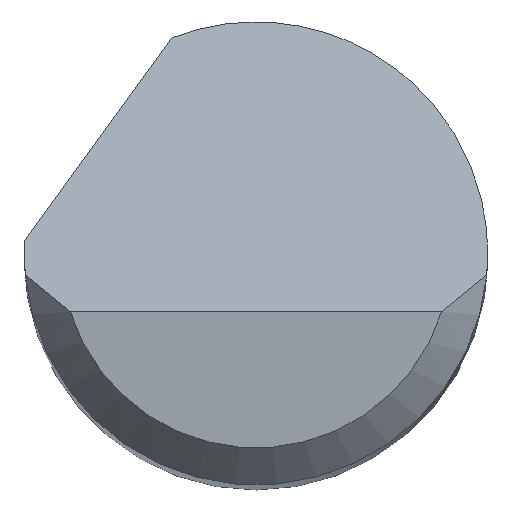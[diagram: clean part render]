
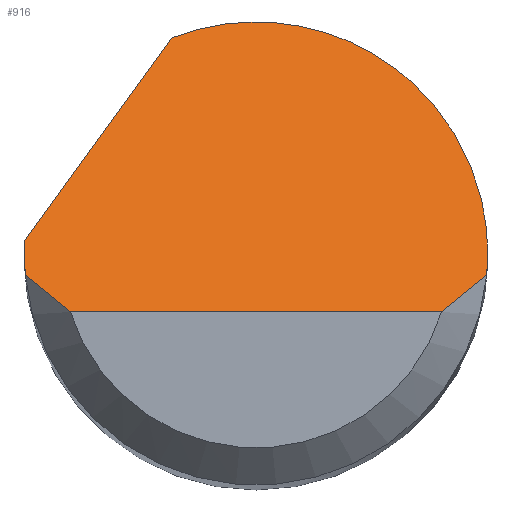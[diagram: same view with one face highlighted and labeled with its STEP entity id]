
A CAD part, top view. The second image highlights one B-rep face of the part: STEP entity #916.
In plain terms, the highlighted planar face has unit normal (0, 0.707, 0.707).
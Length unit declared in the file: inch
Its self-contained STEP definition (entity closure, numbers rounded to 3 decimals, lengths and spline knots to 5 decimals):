
#30 = EDGE_CURVE ( 'NONE', #926, #821, #707, .T. ) ;
#41 = VERTEX_POINT ( 'NONE', #704 ) ;
#43 = CARTESIAN_POINT ( 'NONE',  ( 0.09375, 0., 1.47625 ) ) ;
#54 = CARTESIAN_POINT ( 'NONE',  ( 0.09375, -0.00292, 1.47917 ) ) ;
#58 = CARTESIAN_POINT ( 'NONE',  ( -0.09362, 0.005, 1.47125 ) ) ;
#60 = ORIENTED_EDGE ( 'NONE', *, *, #268, .F. ) ;
#61 = CARTESIAN_POINT ( 'NONE',  ( 0.09361, -0.00584, 1.48209 ) ) ;
#65 = CARTESIAN_POINT ( 'NONE',  ( 0.09334, -0.00875, 1.485 ) ) ;
#87 = CARTESIAN_POINT ( 'NONE',  ( -0.09371, 0.00333, 1.47292 ) ) ;
#94 = AXIS2_PLACEMENT_3D ( 'NONE', #730, #1021, #274 ) ;
#132 = CARTESIAN_POINT ( 'NONE',  ( 0.03379, 0.11369, 1.36256 ) ) ;
#138 = ORIENTED_EDGE ( 'NONE', *, *, #785, .T. ) ;
#144 = CARTESIAN_POINT ( 'NONE',  ( 0.08761, -0.01397, 1.49022 ) ) ;
#150 = CARTESIAN_POINT ( 'NONE',  ( -0.09375, -0.00292, 1.47917 ) ) ;
#184 = VERTEX_POINT ( 'NONE', #320 ) ;
#214 = CARTESIAN_POINT ( 'NONE',  ( 0., -0.02375, 1.5 ) ) ;
#220 = ORIENTED_EDGE ( 'NONE', *, *, #283, .F. ) ;
#226 = CARTESIAN_POINT ( 'NONE',  ( 0.07508, -0.02375, 1.5 ) ) ;
#230 = CARTESIAN_POINT ( 'NONE',  ( -0.03394, 0.08739, 1.38886 ) ) ;
#268 = EDGE_CURVE ( 'NONE', #490, #401, #529, .T. ) ;
#274 = DIRECTION ( 'NONE',  ( 0., 0.707, -0.707 ) ) ;
#283 = EDGE_CURVE ( 'NONE', #184, #1129, #868, .T. ) ;
#303 = CARTESIAN_POINT ( 'NONE',  ( -0.09362, 0.005, 1.47125 ) ) ;
#320 = CARTESIAN_POINT ( 'NONE',  ( 0.09375, 0., 1.47625 ) ) ;
#327 = EDGE_CURVE ( 'NONE', #858, #1129, #462, .T. ) ;
#353 = VECTOR ( 'NONE', #1182, 39.37008 ) ;
#401 = VERTEX_POINT ( 'NONE', #566 ) ;
#419 = CARTESIAN_POINT ( 'NONE',  ( -0.08157, -0.019, 1.49525 ) ) ;
#447 = CARTESIAN_POINT ( 'NONE',  ( -0.09334, -0.00875, 1.485 ) ) ;
#462 = B_SPLINE_CURVE_WITH_KNOTS ( 'NONE', 3,
 ( #553, #940, #144, #1241 ),
 .UNSPECIFIED., .F., .F.,
 ( 4, 4 ),
 ( 0., 0.00071 ),
 .UNSPECIFIED. ) ;
#470 = EDGE_LOOP ( 'NONE', ( #138, #879, #220, #1113, #982, #1155, #60, #534 ) ) ;
#489 = CARTESIAN_POINT ( 'NONE',  ( -0.09375, 0., 1.47625 ) ) ;
#490 = VERTEX_POINT ( 'NONE', #599 ) ;
#518 = CARTESIAN_POINT ( 'NONE',  ( -0.03394, 0.08739, 1.38886 ) ) ;
#523 =( BOUNDED_CURVE ( )  B_SPLINE_CURVE ( 3, ( #230, #132, #1207, #43 ),
 .UNSPECIFIED., .F., .T. ) 
 B_SPLINE_CURVE_WITH_KNOTS ( ( 4, 4 ),
 ( 5.91277, 7.85398 ),
 .UNSPECIFIED. ) 
 CURVE ( )  GEOMETRIC_REPRESENTATION_ITEM ( )  RATIONAL_B_SPLINE_CURVE ( ( 1., 0.71, 0.71, 1. ) ) 
 REPRESENTATION_ITEM ( '' )  );
#526 = CARTESIAN_POINT ( 'NONE',  ( -0.09334, -0.00875, 1.485 ) ) ;
#529 =( BOUNDED_CURVE ( )  B_SPLINE_CURVE ( 3, ( #447, #830, #150, #560 ),
 .UNSPECIFIED., .F., .T. ) 
 B_SPLINE_CURVE_WITH_KNOTS ( ( 4, 4 ),
 ( 4.61892, 4.71239 ),
 .UNSPECIFIED. ) 
 CURVE ( )  GEOMETRIC_REPRESENTATION_ITEM ( )  RATIONAL_B_SPLINE_CURVE ( ( 1., 0.999, 0.999, 1. ) ) 
 REPRESENTATION_ITEM ( '' )  );
#534 = ORIENTED_EDGE ( 'NONE', *, *, #771, .T. ) ;
#553 = CARTESIAN_POINT ( 'NONE',  ( 0.07508, -0.02375, 1.5 ) ) ;
#560 = CARTESIAN_POINT ( 'NONE',  ( -0.09375, 0., 1.47625 ) ) ;
#566 = CARTESIAN_POINT ( 'NONE',  ( -0.09375, 0., 1.47625 ) ) ;
#599 = CARTESIAN_POINT ( 'NONE',  ( -0.09334, -0.00875, 1.485 ) ) ;
#704 = CARTESIAN_POINT ( 'NONE',  ( -0.07508, -0.02375, 1.5 ) ) ;
#707 = LINE ( 'NONE', #891, #353 ) ;
#713 = CARTESIAN_POINT ( 'NONE',  ( -0.08761, -0.01397, 1.49022 ) ) ;
#730 = CARTESIAN_POINT ( 'NONE',  ( -0.09375, -0.02375, 1.5 ) ) ;
#733 = CARTESIAN_POINT ( 'NONE',  ( 0.09375, 0., 1.47625 ) ) ;
#771 = EDGE_CURVE ( 'NONE', #490, #41, #803, .T. ) ;
#776 = CARTESIAN_POINT ( 'NONE',  ( -0.09375, 0.00167, 1.47458 ) ) ;
#785 = EDGE_CURVE ( 'NONE', #41, #858, #905, .T. ) ;
#788 = CARTESIAN_POINT ( 'NONE',  ( 0.09334, -0.00875, 1.485 ) ) ;
#803 = B_SPLINE_CURVE_WITH_KNOTS ( 'NONE', 3,
 ( #526, #713, #419, #820 ),
 .UNSPECIFIED., .F., .F.,
 ( 4, 4 ),
 ( 0., 0.00071 ),
 .UNSPECIFIED. ) ;
#820 = CARTESIAN_POINT ( 'NONE',  ( -0.07508, -0.02375, 1.5 ) ) ;
#821 = VERTEX_POINT ( 'NONE', #518 ) ;
#830 = CARTESIAN_POINT ( 'NONE',  ( -0.09361, -0.00584, 1.48209 ) ) ;
#858 = VERTEX_POINT ( 'NONE', #226 ) ;
#868 =( BOUNDED_CURVE ( )  B_SPLINE_CURVE ( 3, ( #733, #54, #61, #65 ),
 .UNSPECIFIED., .F., .T. ) 
 B_SPLINE_CURVE_WITH_KNOTS ( ( 4, 4 ),
 ( 1.5708, 1.66427 ),
 .UNSPECIFIED. ) 
 CURVE ( )  GEOMETRIC_REPRESENTATION_ITEM ( )  RATIONAL_B_SPLINE_CURVE ( ( 1., 0.999, 0.999, 1. ) ) 
 REPRESENTATION_ITEM ( '' )  );
#879 = ORIENTED_EDGE ( 'NONE', *, *, #327, .T. ) ;
#891 = CARTESIAN_POINT ( 'NONE',  ( -0.11014, -0.01781, 1.49406 ) ) ;
#905 = LINE ( 'NONE', #214, #1228 ) ;
#916 = ADVANCED_FACE ( 'NONE', ( #1145 ), #1244, .F. ) ;
#926 = VERTEX_POINT ( 'NONE', #58 ) ;
#940 = CARTESIAN_POINT ( 'NONE',  ( 0.08157, -0.019, 1.49525 ) ) ;
#982 = ORIENTED_EDGE ( 'NONE', *, *, #30, .F. ) ;
#1016 = EDGE_CURVE ( 'NONE', #401, #926, #1159, .T. ) ;
#1021 = DIRECTION ( 'NONE',  ( 0., -0.707, -0.707 ) ) ;
#1113 = ORIENTED_EDGE ( 'NONE', *, *, #1148, .F. ) ;
#1129 = VERTEX_POINT ( 'NONE', #788 ) ;
#1145 = FACE_OUTER_BOUND ( 'NONE', #470, .T. ) ;
#1148 = EDGE_CURVE ( 'NONE', #821, #184, #523, .T. ) ;
#1155 = ORIENTED_EDGE ( 'NONE', *, *, #1016, .F. ) ;
#1159 =( BOUNDED_CURVE ( )  B_SPLINE_CURVE ( 3, ( #489, #776, #87, #303 ),
 .UNSPECIFIED., .F., .T. ) 
 B_SPLINE_CURVE_WITH_KNOTS ( ( 4, 4 ),
 ( 4.71239, 4.76575 ),
 .UNSPECIFIED. ) 
 CURVE ( )  GEOMETRIC_REPRESENTATION_ITEM ( )  RATIONAL_B_SPLINE_CURVE ( ( 1., 1., 1., 1. ) ) 
 REPRESENTATION_ITEM ( '' )  );
#1182 = DIRECTION ( 'NONE',  ( 0.456, 0.629, -0.629 ) ) ;
#1190 = DIRECTION ( 'NONE',  ( 1., 0., 0. ) ) ;
#1207 = CARTESIAN_POINT ( 'NONE',  ( 0.09375, 0.07266, 1.40359 ) ) ;
#1228 = VECTOR ( 'NONE', #1190, 39.37008 ) ;
#1241 = CARTESIAN_POINT ( 'NONE',  ( 0.09334, -0.00875, 1.485 ) ) ;
#1244 = PLANE ( 'NONE',  #94 ) ;
